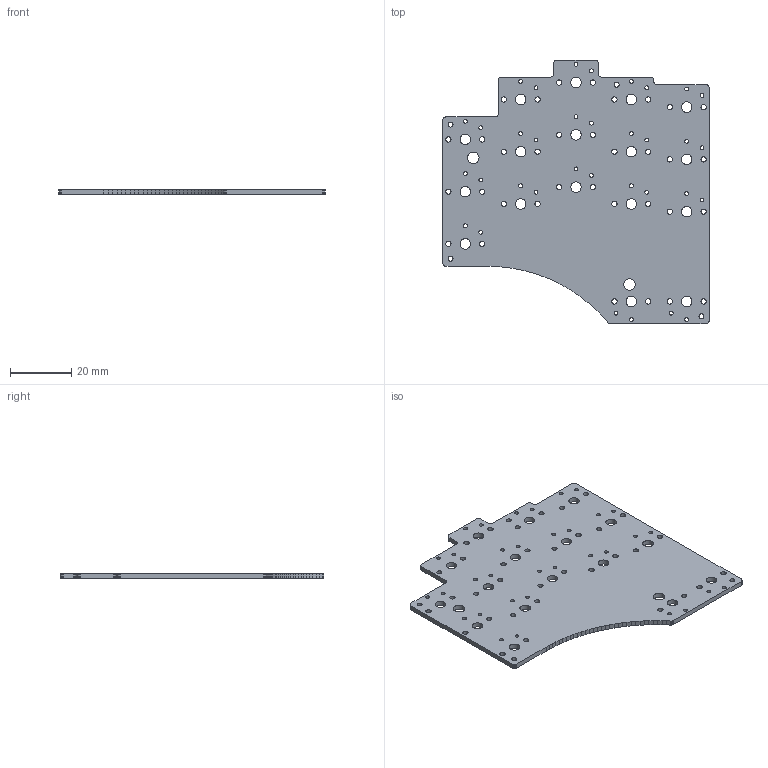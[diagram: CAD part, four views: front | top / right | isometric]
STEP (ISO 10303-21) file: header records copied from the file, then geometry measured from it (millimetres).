
FILE_DESCRIPTION(('KiCad electronic assembly'),'2;1');
FILE_NAME('Dyad_left_routes.step','2025-02-09T19:18:36',('Pcbnew'),( 'Kicad'),'Open CASCADE STEP processor 7.7','KiCad to STEP converter' ,'Unknown');
FILE_SCHEMA(('AUTOMOTIVE_DESIGN { 1 0 10303 214 1 1 1 1 }'));
Length unit declared in the file: millimetre
Products named in the file (2): Dyad_left_routes 1; _autosave-Dyad_left_routes PCB
Assembly tree (1 placements, depth 2):
  Dyad_left_routes 1
    _autosave-Dyad_left_routes PCB
Bounding box: 86.6 x 85.8 x 1.6 mm (x, y, z)
Volume: 9058.4 mm3; surface area: 12716.1 mm2
Topology: 1 solids, 1 shells, 237 faces, 705 edges, 470 vertices
Faces by surface type: plane 146, cylinder 91
Full cylindrical faces by diameter (mm): 1.27 x34, 1.6 x4, 1.702 x34, 3.429 x17, 3.734 x2
Entity records: 18083 total; most frequent: CARTESIAN_POINT 3916, DIRECTION 2593, LINE 1751, VECTOR 1751, ORIENTED_EDGE 1410, PCURVE 1410, DEFINITIONAL_REPRESENTATION 1410, EDGE_CURVE 705
